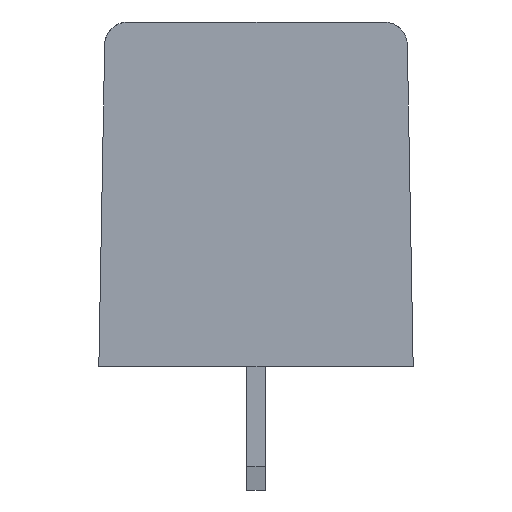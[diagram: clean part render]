
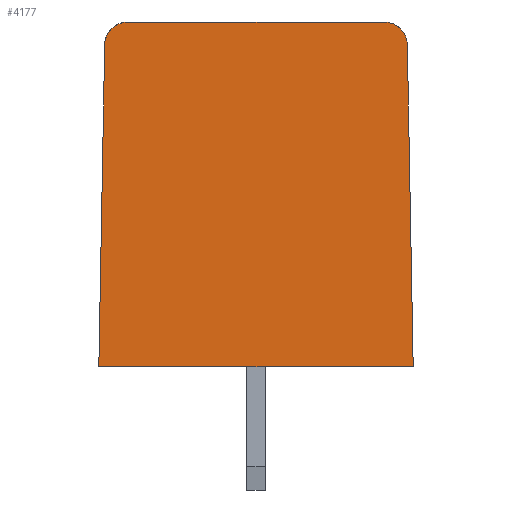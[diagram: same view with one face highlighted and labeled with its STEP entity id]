
A CAD part, left-side view. The second image highlights one B-rep face of the part: STEP entity #4177.
In plain terms, the highlighted planar face has unit normal (-1, 0, 0).
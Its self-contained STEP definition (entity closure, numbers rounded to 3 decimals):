
#4045 = VERTEX_POINT('',#4046);
#4046 = CARTESIAN_POINT('',(-0.375,5.5,14.8));
#4052 = EDGE_CURVE('',#4045,#4053,#4055,.T.);
#4053 = VERTEX_POINT('',#4054);
#4054 = CARTESIAN_POINT('',(-0.375,-5.5,14.8));
#4055 = LINE('',#4056,#4057);
#4056 = CARTESIAN_POINT('',(-0.375,6.75,14.8));
#4057 = VECTOR('',#4058,1.);
#4058 = DIRECTION('',(0.,-1.,0.));
#4092 = VERTEX_POINT('',#4093);
#4093 = CARTESIAN_POINT('',(-0.375,6.5,13.818));
#4099 = EDGE_CURVE('',#4092,#4045,#4100,.T.);
#4100 = CIRCLE('',#4101,1.);
#4101 = AXIS2_PLACEMENT_3D('',#4102,#4103,#4104);
#4102 = CARTESIAN_POINT('',(-0.375,5.5,13.8));
#4103 = DIRECTION('',(1.,0.,0.));
#4104 = DIRECTION('',(0.,1.,0.));
#4158 = EDGE_CURVE('',#4053,#4159,#4161,.T.);
#4159 = VERTEX_POINT('',#4160);
#4160 = CARTESIAN_POINT('',(-0.375,-6.5,13.818));
#4161 = CIRCLE('',#4162,1.);
#4162 = AXIS2_PLACEMENT_3D('',#4163,#4164,#4165);
#4163 = CARTESIAN_POINT('',(-0.375,-5.5,13.8));
#4164 = DIRECTION('',(1.,0.,0.));
#4165 = DIRECTION('',(0.,1.,0.));
#4177 = ADVANCED_FACE('',(#4178),#4205,.T.);
#4178 = FACE_BOUND('',#4179,.T.);
#4179 = EDGE_LOOP('',(#4180,#4188,#4196,#4202,#4203,#4204));
#4180 = ORIENTED_EDGE('',*,*,#4181,.F.);
#4181 = EDGE_CURVE('',#4182,#4092,#4184,.T.);
#4182 = VERTEX_POINT('',#4183);
#4183 = CARTESIAN_POINT('',(-0.375,6.75,0.));
#4184 = LINE('',#4185,#4186);
#4185 = CARTESIAN_POINT('',(-0.375,6.625,6.909));
#4186 = VECTOR('',#4187,1.);
#4187 = DIRECTION('',(0.,-0.018,1.));
#4188 = ORIENTED_EDGE('',*,*,#4189,.T.);
#4189 = EDGE_CURVE('',#4182,#4190,#4192,.T.);
#4190 = VERTEX_POINT('',#4191);
#4191 = CARTESIAN_POINT('',(-0.375,-6.75,0.));
#4192 = LINE('',#4193,#4194);
#4193 = CARTESIAN_POINT('',(-0.375,6.75,0.));
#4194 = VECTOR('',#4195,1.);
#4195 = DIRECTION('',(0.,-1.,0.));
#4196 = ORIENTED_EDGE('',*,*,#4197,.F.);
#4197 = EDGE_CURVE('',#4159,#4190,#4198,.T.);
#4198 = LINE('',#4199,#4200);
#4199 = CARTESIAN_POINT('',(-0.375,-6.748,0.122));
#4200 = VECTOR('',#4201,1.);
#4201 = DIRECTION('',(0.,-0.018,-1.));
#4202 = ORIENTED_EDGE('',*,*,#4158,.F.);
#4203 = ORIENTED_EDGE('',*,*,#4052,.F.);
#4204 = ORIENTED_EDGE('',*,*,#4099,.F.);
#4205 = PLANE('',#4206);
#4206 = AXIS2_PLACEMENT_3D('',#4207,#4208,#4209);
#4207 = CARTESIAN_POINT('',(-0.375,6.75,0.));
#4208 = DIRECTION('',(-1.,0.,0.));
#4209 = DIRECTION('',(0.,0.,1.));
